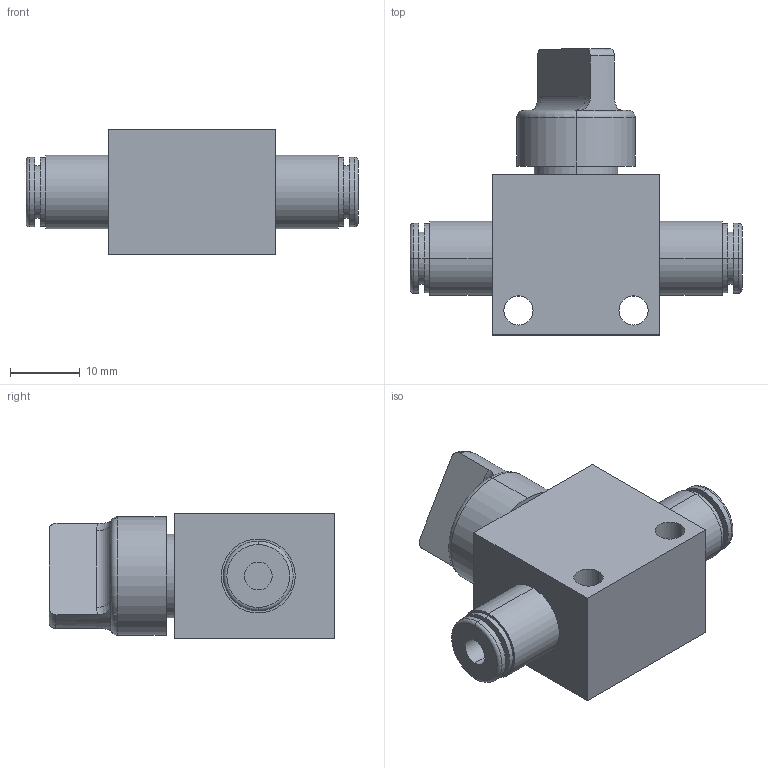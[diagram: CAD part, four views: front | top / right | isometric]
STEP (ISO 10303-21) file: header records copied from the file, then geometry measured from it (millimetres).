
FILE_DESCRIPTION (( 'STEP AP203' ), '1' );
FILE_NAME ('VHVHK3-1203418587055.step', '2008-12-03T09:19:07', ( 'SysAdmin' ), ( 'SolidWorks' ), 'SwSTEP 2.0', 'SolidWorks 2009', '' );
FILE_SCHEMA (( 'CONFIG_CONTROL_DESIGN' ));
Length unit declared in the file: millimetre
Products named in the file (4): VHK3-04F-04F.step_VHKBody_04F-04F; VHK3-04F-04F.step_VHK Fittings_04; VHK3-04F-04F.step_VHK Knob_Std; VHVHK3-1203418587055
Assembly tree (4 placements, depth 2):
  VHVHK3-1203418587055
    VHK3-04F-04F.step_VHK Fittings_04  x2
    VHK3-04F-04F.step_VHK Knob_Std
    VHK3-04F-04F.step_VHKBody_04F-04F
Bounding box: 47.6 x 41 x 18 mm (x, y, z)
Volume: 13514.6 mm3; surface area: 7608.9 mm2
Topology: 4 solids, 4 shells, 79 faces, 170 edges, 110 vertices
Faces by surface type: cylinder 40, plane 27, torus 8, bspline 4
Entity records: 2310 total; most frequent: CARTESIAN_POINT 471, DIRECTION 318, ORIENTED_EDGE 272, EDGE_CURVE 136, AXIS2_PLACEMENT_3D 135, VERTEX_POINT 88, EDGE_LOOP 76, CIRCLE 70
